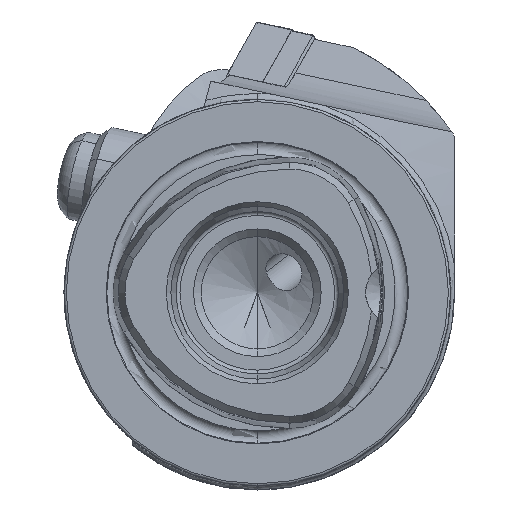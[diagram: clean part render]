
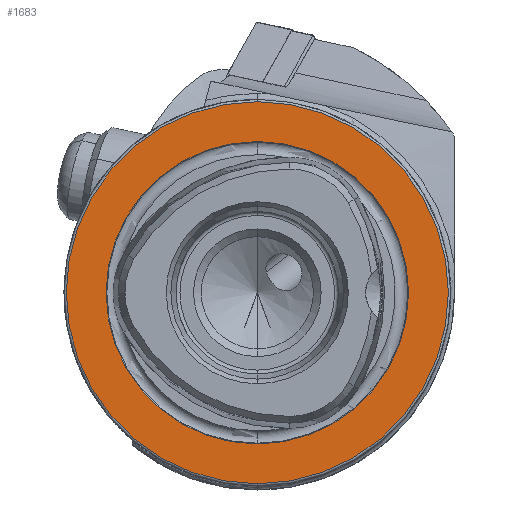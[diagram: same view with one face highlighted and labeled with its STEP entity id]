
A CAD part, left-side view. The second image highlights one B-rep face of the part: STEP entity #1683.
In plain terms, the highlighted planar face has unit normal (-1, 0, 0).
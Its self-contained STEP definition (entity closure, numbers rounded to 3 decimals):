
#659 = AXIS2_PLACEMENT_3D ( 'NONE', #8750, #8755, #8756 ) ;
#1332 = CARTESIAN_POINT ( 'NONE',  ( 0., 0., 0. ) ) ;
#1333 = DIRECTION ( 'NONE',  ( -1., 0., 0. ) ) ;
#1334 = DIRECTION ( 'NONE',  ( 0., 0., 1. ) ) ;
#1343 = CARTESIAN_POINT ( 'NONE',  ( 0., 0., 0. ) ) ;
#1344 = DIRECTION ( 'NONE',  ( -1., 0., 0. ) ) ;
#1345 = DIRECTION ( 'NONE',  ( 0., 0., 1. ) ) ;
#1683 = ADVANCED_FACE ( 'NONE', ( #6473, #6472 ), #8753, .F. ) ;
#1927 = ORIENTED_EDGE ( 'NONE', *, *, #5562, .F. ) ;
#1928 = ORIENTED_EDGE ( 'NONE', *, *, #2771, .F. ) ;
#1929 = ORIENTED_EDGE ( 'NONE', *, *, #2775, .T. ) ;
#1930 = ORIENTED_EDGE ( 'NONE', *, *, #5561, .T. ) ;
#2771 = EDGE_CURVE ( 'NONE', #11019, #11021, #10599, .T. ) ;
#2775 = EDGE_CURVE ( 'NONE', #11023, #11024, #10607, .T. ) ;
#3058 = CIRCLE ( 'NONE', #12108, 24.7 ) ;
#3059 = CIRCLE ( 'NONE', #12109, 19.55 ) ;
#5561 = EDGE_CURVE ( 'NONE', #11024, #11023, #3058, .T. ) ;
#5562 = EDGE_CURVE ( 'NONE', #11021, #11019, #3059, .T. ) ;
#6472 = FACE_OUTER_BOUND ( 'NONE', #8400, .T. ) ;
#6473 = FACE_BOUND ( 'NONE', #8401, .T. ) ;
#8400 = EDGE_LOOP ( 'NONE', ( #1929, #1930 ) ) ;
#8401 = EDGE_LOOP ( 'NONE', ( #1927, #1928 ) ) ;
#8750 = CARTESIAN_POINT ( 'NONE',  ( 0., 19.55, 0. ) ) ;
#8753 = PLANE ( 'NONE',  #659 ) ;
#8755 = DIRECTION ( 'NONE',  ( 1., 0., 0. ) ) ;
#8756 = DIRECTION ( 'NONE',  ( 0., 0., -1. ) ) ;
#9428 = CARTESIAN_POINT ( 'NONE',  ( 0., 0., 0. ) ) ;
#9429 = DIRECTION ( 'NONE',  ( -1., 0., 0. ) ) ;
#9430 = DIRECTION ( 'NONE',  ( 0., 0., 1. ) ) ;
#9431 = CARTESIAN_POINT ( 'NONE',  ( 0., 0., 0. ) ) ;
#9432 = DIRECTION ( 'NONE',  ( -1., 0., 0. ) ) ;
#9433 = DIRECTION ( 'NONE',  ( 0., 0., 1. ) ) ;
#10599 = CIRCLE ( 'NONE', #12017, 19.55 ) ;
#10607 = CIRCLE ( 'NONE', #12020, 24.7 ) ;
#11019 = VERTEX_POINT ( 'NONE', #12561 ) ;
#11021 = VERTEX_POINT ( 'NONE', #12563 ) ;
#11023 = VERTEX_POINT ( 'NONE', #12565 ) ;
#11024 = VERTEX_POINT ( 'NONE', #12566 ) ;
#12017 = AXIS2_PLACEMENT_3D ( 'NONE', #1332, #1333, #1334 ) ;
#12020 = AXIS2_PLACEMENT_3D ( 'NONE', #1343, #1344, #1345 ) ;
#12108 = AXIS2_PLACEMENT_3D ( 'NONE', #9428, #9429, #9430 ) ;
#12109 = AXIS2_PLACEMENT_3D ( 'NONE', #9431, #9432, #9433 ) ;
#12561 = CARTESIAN_POINT ( 'NONE',  ( 0., 0., -19.55 ) ) ;
#12563 = CARTESIAN_POINT ( 'NONE',  ( 0., 0., 19.55 ) ) ;
#12565 = CARTESIAN_POINT ( 'NONE',  ( 0., 0., 24.7 ) ) ;
#12566 = CARTESIAN_POINT ( 'NONE',  ( 0., 0., -24.7 ) ) ;
